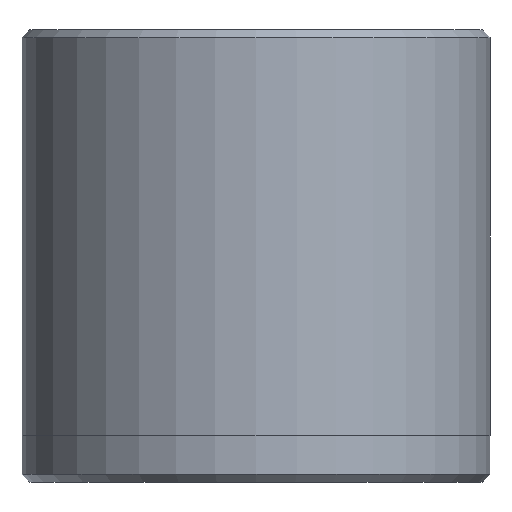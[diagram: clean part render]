
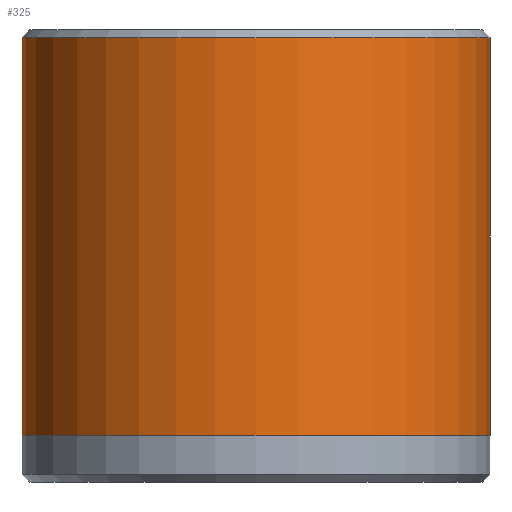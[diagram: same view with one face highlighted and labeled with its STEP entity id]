
A CAD part, front view. The second image highlights one B-rep face of the part: STEP entity #325.
In plain terms, the highlighted cylindrical face has radius 15 mm (diameter 30 mm), a partial arc.
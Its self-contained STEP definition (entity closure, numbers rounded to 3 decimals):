
#41 = CARTESIAN_POINT ( 'NONE',  ( -15., 0., 28.5 ) ) ;
#42 = CARTESIAN_POINT ( 'NONE',  ( 15., 0., 3. ) ) ;
#62 = ORIENTED_EDGE ( 'NONE', *, *, #773, .T. ) ;
#123 = AXIS2_PLACEMENT_3D ( 'NONE', #1324, #836, #1558 ) ;
#142 = VERTEX_POINT ( 'NONE', #41 ) ;
#157 = VERTEX_POINT ( 'NONE', #806 ) ;
#175 = CIRCLE ( 'NONE', #1108, 15. ) ;
#264 = LINE ( 'NONE', #1197, #643 ) ;
#271 = ORIENTED_EDGE ( 'NONE', *, *, #751, .T. ) ;
#325 = ADVANCED_FACE ( 'NONE', ( #1302 ), #1267, .T. ) ;
#345 = DIRECTION ( 'NONE',  ( 0., 0., -1. ) ) ;
#358 = DIRECTION ( 'NONE',  ( 0., 0., -1. ) ) ;
#555 = LINE ( 'NONE', #1557, #1165 ) ;
#612 = CARTESIAN_POINT ( 'NONE',  ( 0., 0., 3. ) ) ;
#643 = VECTOR ( 'NONE', #345, 1000. ) ;
#709 = EDGE_CURVE ( 'NONE', #157, #1437, #264, .T. ) ;
#732 = DIRECTION ( 'NONE',  ( -1., 0., 0. ) ) ;
#751 = EDGE_CURVE ( 'NONE', #142, #1564, #555, .T. ) ;
#773 = EDGE_CURVE ( 'NONE', #157, #142, #844, .T. ) ;
#785 = ORIENTED_EDGE ( 'NONE', *, *, #709, .F. ) ;
#789 = EDGE_CURVE ( 'NONE', #1437, #1564, #175, .T. ) ;
#806 = CARTESIAN_POINT ( 'NONE',  ( 15., 0., 28.5 ) ) ;
#836 = DIRECTION ( 'NONE',  ( 0., 0., -1. ) ) ;
#844 = CIRCLE ( 'NONE', #936, 15. ) ;
#921 = EDGE_LOOP ( 'NONE', ( #785, #62, #271, #1511 ) ) ;
#936 = AXIS2_PLACEMENT_3D ( 'NONE', #1088, #358, #1212 ) ;
#955 = DIRECTION ( 'NONE',  ( 0., 0., -1. ) ) ;
#1088 = CARTESIAN_POINT ( 'NONE',  ( 0., 0., 28.5 ) ) ;
#1108 = AXIS2_PLACEMENT_3D ( 'NONE', #612, #1462, #732 ) ;
#1165 = VECTOR ( 'NONE', #955, 1000. ) ;
#1185 = CARTESIAN_POINT ( 'NONE',  ( -15., 0., 3. ) ) ;
#1197 = CARTESIAN_POINT ( 'NONE',  ( 15., 0., 29. ) ) ;
#1212 = DIRECTION ( 'NONE',  ( 1., 0., 0. ) ) ;
#1267 = CYLINDRICAL_SURFACE ( 'NONE', #123, 15. ) ;
#1302 = FACE_OUTER_BOUND ( 'NONE', #921, .T. ) ;
#1324 = CARTESIAN_POINT ( 'NONE',  ( 0., 0., 29. ) ) ;
#1437 = VERTEX_POINT ( 'NONE', #42 ) ;
#1462 = DIRECTION ( 'NONE',  ( 0., 0., -1. ) ) ;
#1511 = ORIENTED_EDGE ( 'NONE', *, *, #789, .F. ) ;
#1557 = CARTESIAN_POINT ( 'NONE',  ( -15., 0., 29. ) ) ;
#1558 = DIRECTION ( 'NONE',  ( -1., 0., 0. ) ) ;
#1564 = VERTEX_POINT ( 'NONE', #1185 ) ;
